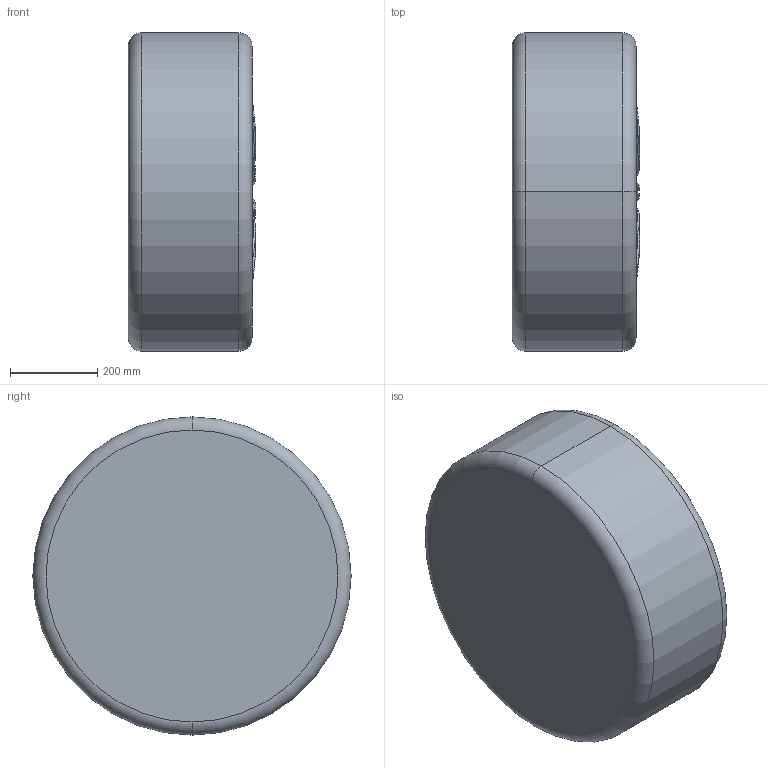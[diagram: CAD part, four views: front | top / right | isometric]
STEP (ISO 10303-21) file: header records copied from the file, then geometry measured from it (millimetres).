
FILE_DESCRIPTION (( 'STEP AP214' ), '1' );
FILE_NAME ('Model S Wheels.STEP', '2020-12-21T10:31:55', ( '' ), ( '' ), 'SwSTEP 2.0', 'SolidWorks 2019', '' );
FILE_SCHEMA (( 'AUTOMOTIVE_DESIGN' ));
Length unit declared in the file: millimetre
Products named in the file (1): Model S Wheels
Bounding box: 291.13 x 727.68 x 727.68 mm (x, y, z)
Volume: 96858476.8 mm3; surface area: 1841436 mm2
Topology: 1 solids, 1 shells, 58 faces, 171 edges, 104 vertices
Faces by surface type: bspline 42, torus 6, cylinder 6, plane 4
Entity records: 16520 total; most frequent: CARTESIAN_POINT 14604, ORIENTED_EDGE 336, EDGE_CURVE 168, DIRECTION 138, B_SPLINE_CURVE_WITH_KNOTS 113, VERTEX_POINT 104, EDGE_LOOP 70, AXIS2_PLACEMENT_3D 66
